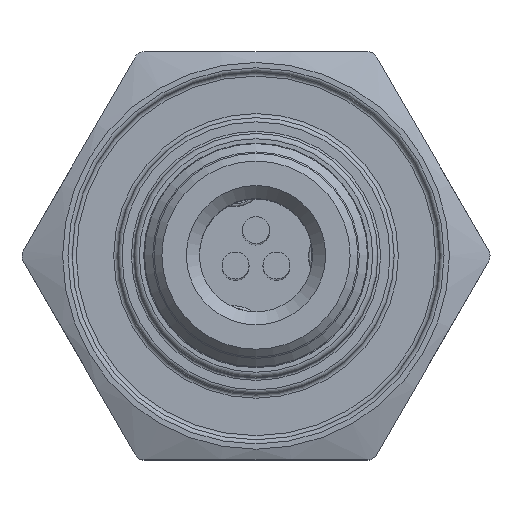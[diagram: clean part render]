
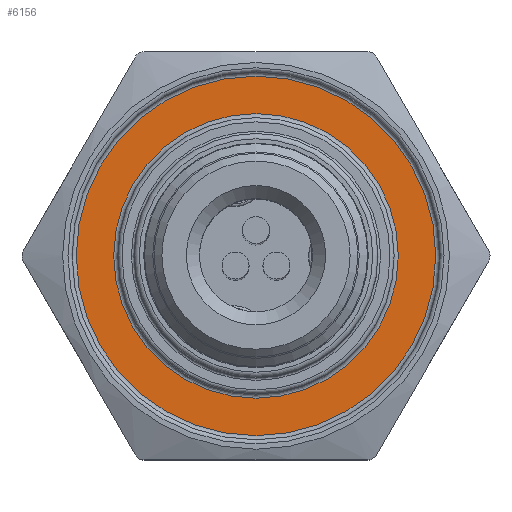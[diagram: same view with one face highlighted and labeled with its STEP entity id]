
A CAD part, top view. The second image highlights one B-rep face of the part: STEP entity #6156.
In plain terms, the highlighted planar face has unit normal (0, 0, 1).
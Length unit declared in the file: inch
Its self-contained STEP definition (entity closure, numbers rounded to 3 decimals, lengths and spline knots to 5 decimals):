
#122=PLANE($,#6654);
#1271=FACE_BOUND($,#1928,.T.);
#1467=FACE_OUTER_BOUND($,#1927,.T.);
#1927=EDGE_LOOP($,(#4406));
#1928=EDGE_LOOP($,(#4407));
#2427=CIRCLE($,#6547,0.34575);
#2430=CIRCLE($,#6551,0.27375);
#2741=VERTEX_POINT($,#8890);
#2744=VERTEX_POINT($,#8897);
#3389=EDGE_CURVE($,#2741,#2741,#2427,.T.);
#3392=EDGE_CURVE($,#2744,#2744,#2430,.T.);
#4406=ORIENTED_EDGE($,*,*,#3389,.T.);
#4407=ORIENTED_EDGE($,*,*,#3392,.T.);
#6156=ADVANCED_FACE($,(#1467,#1271),#122,.T.);
#6547=AXIS2_PLACEMENT_3D($,#8891,#7233,#7234);
#6551=AXIS2_PLACEMENT_3D($,#8898,#7241,#7242);
#6654=AXIS2_PLACEMENT_3D($,#9371,#7463,#7464);
#7233=DIRECTION('center_axis',(0.,0.,1.));
#7234=DIRECTION('ref_axis',(1.,0.,0.));
#7241=DIRECTION('center_axis',(0.,0.,-1.));
#7242=DIRECTION('ref_axis',(1.,0.,0.));
#7463=DIRECTION('center_axis',(0.,0.,1.));
#7464=DIRECTION('ref_axis',(1.,0.,0.));
#8890=CARTESIAN_POINT('',(0.34575,0.,0.635));
#8891=CARTESIAN_POINT('Origin',(0.,0.,0.635));
#8897=CARTESIAN_POINT('',(0.27375,0.,0.635));
#8898=CARTESIAN_POINT('Origin',(0.,0.,0.635));
#9371=CARTESIAN_POINT('Origin',(0.,0.,0.635));
